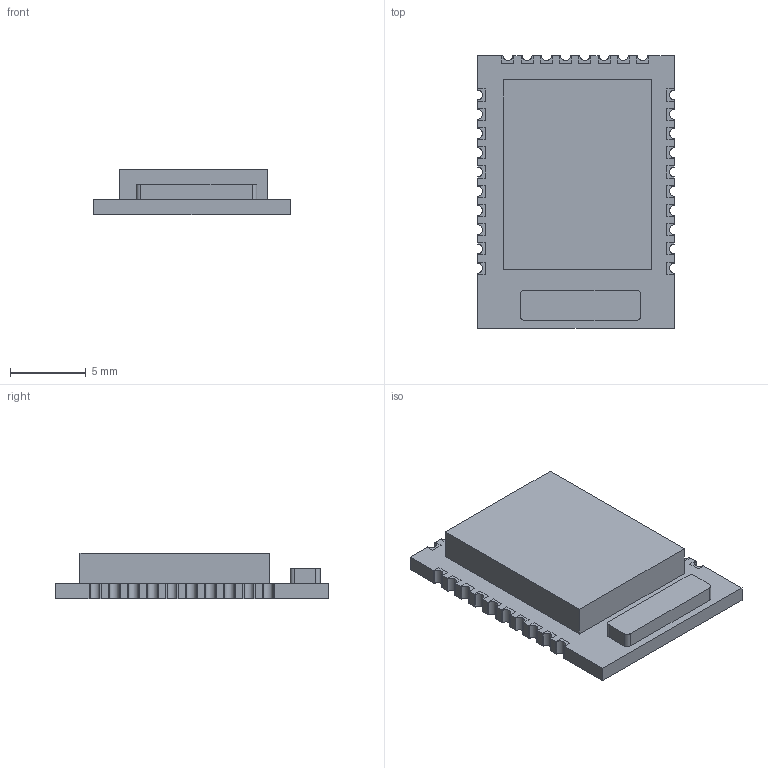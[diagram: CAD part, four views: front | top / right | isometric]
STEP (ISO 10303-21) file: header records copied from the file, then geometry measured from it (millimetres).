
FILE_DESCRIPTION(/* description */ (''),/* implementation_level */ '2;1');
FILE_NAME(/* name */ 'E73 Build .step',/* time_stamp */ '2020-04-27T08:05:15+08:00',/* author */ (''),/* organization */ (''),/* preprocessor_version */ 'ST-DEVELOPER v18.1',/* originating_system */ 'Autodesk Translation Framework v9.2.0.1227',/* authorisation */ '');
FILE_SCHEMA (('AUTOMOTIVE_DESIGN { 1 0 10303 214 3 1 1 }'));
Length unit declared in the file: millimetre
Products named in the file (5): E73 Build; Base; Pin; Component1; Component2
Assembly tree (32 placements, depth 2):
  E73 Build
    Base
    Pin  x29
    Component1
    Component2
Bounding box: 13 x 18 x 3 mm (x, y, z)
Volume: 491 mm3; surface area: 1021.4 mm2
Topology: 32 solids, 32 shells, 366 faces, 906 edges, 604 vertices
Faces by surface type: plane 333, cylinder 33
Entity records: 4903 total; most frequent: CARTESIAN_POINT 849, ORIENTED_EDGE 804, DIRECTION 770, EDGE_CURVE 402, LINE 392, VECTOR 392, VERTEX_POINT 268, AXIS2_PLACEMENT_3D 189
